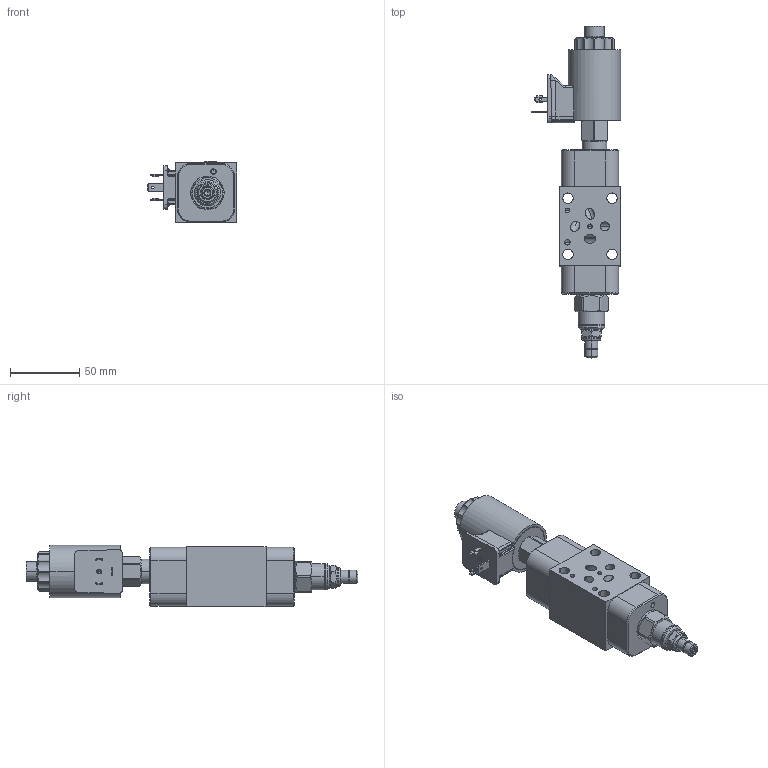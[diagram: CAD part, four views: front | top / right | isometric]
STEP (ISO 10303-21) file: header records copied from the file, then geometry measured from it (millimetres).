
FILE_DESCRIPTION((''),'2;1');
FILE_NAME('XRCOLANFA224_ASM','2019-07-26T',('ProEService'),(''),'PRO/ENGINEER BY PARAMETRIC TECHNOLOGY CORPORATION, 2014200','PRO/ENGINEER BY PARAMETRIC TECHNOLOGY CORPORATION, 2014200','');
FILE_SCHEMA(('CONFIG_CONTROL_DESIGN'));
Length unit declared in the file: inch
Products named in the file (8): 153-779; DTAFMHN224; RVCALAN; 850-004-156; 500-001-012; 700-002; 811-001-006; XRCOLANFA224_ASM
Assembly tree (7 placements, depth 2):
  XRCOLANFA224_ASM
    153-779
    DTAFMHN224
    RVCALAN
    850-004-156
    500-001-012
    700-002
    811-001-006
Bounding box: 64.62 x 239.09 x 44.35 mm (x, y, z)
Volume: 255114.2 mm3; surface area: 80398 mm2
Topology: 7 solids, 8 shells, 1070 faces, 2947 edges, 2098 vertices
Faces by surface type: cylinder 386, plane 360, cone 175, torus 79, bspline 38, sphere 18, revolution 14
Entity records: 40268 total; most frequent: CARTESIAN_POINT 13636, DIRECTION 5495, ORIENTED_EDGE 5146, EDGE_CURVE 2573, AXIS2_PLACEMENT_3D 1983, VERTEX_POINT 1592, VECTOR 1515, LINE 1515
